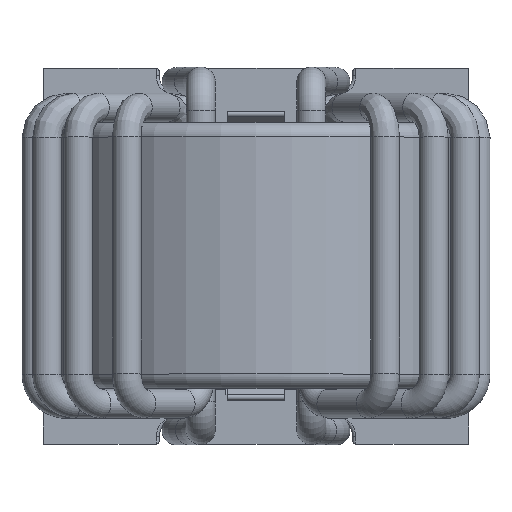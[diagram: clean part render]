
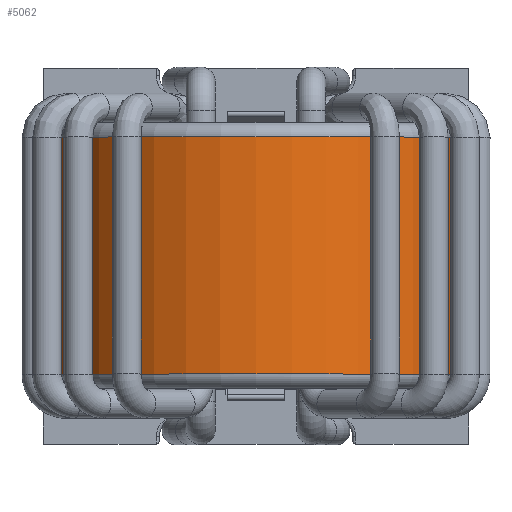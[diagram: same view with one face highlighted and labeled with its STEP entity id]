
A CAD part, top view. The second image highlights one B-rep face of the part: STEP entity #5062.
In plain terms, the highlighted cylindrical face has radius 7.075 mm (diameter 14.15 mm), a full revolution.
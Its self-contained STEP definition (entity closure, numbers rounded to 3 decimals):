
#238=CYLINDRICAL_SURFACE('',#5547,7.075);
#1493=ORIENTED_EDGE('',*,*,#2201,.T.);
#1494=ORIENTED_EDGE('',*,*,#2202,.T.);
#2201=EDGE_CURVE('',#2612,#2612,#2917,.F.);
#2202=EDGE_CURVE('',#2613,#2613,#2918,.T.);
#2612=VERTEX_POINT('',#9175);
#2613=VERTEX_POINT('',#9177);
#2917=CIRCLE('',#5548,7.075);
#2918=CIRCLE('',#5549,7.075);
#3264=EDGE_LOOP('',(#1493));
#3265=EDGE_LOOP('',(#1494));
#3710=FACE_BOUND('',#3264,.T.);
#3711=FACE_BOUND('',#3265,.T.);
#5062=ADVANCED_FACE('',(#3710,#3711),#238,.T.);
#5547=AXIS2_PLACEMENT_3D('',#9173,#6607,#6608);
#5548=AXIS2_PLACEMENT_3D('',#9174,#6609,#6610);
#5549=AXIS2_PLACEMENT_3D('',#9176,#6611,#6612);
#6607=DIRECTION('',(0.,1.,0.));
#6608=DIRECTION('',(0.,0.,1.));
#6609=DIRECTION('',(0.,1.,0.));
#6610=DIRECTION('',(0.,0.,1.));
#6611=DIRECTION('',(0.,1.,0.));
#6612=DIRECTION('',(0.,0.,1.));
#9173=CARTESIAN_POINT('',(0.,-4.6,7.575));
#9174=CARTESIAN_POINT('',(0.,4.1,7.575));
#9175=CARTESIAN_POINT('',(0.,4.1,14.65));
#9176=CARTESIAN_POINT('',(0.,-4.1,7.575));
#9177=CARTESIAN_POINT('',(0.,-4.1,14.65));
